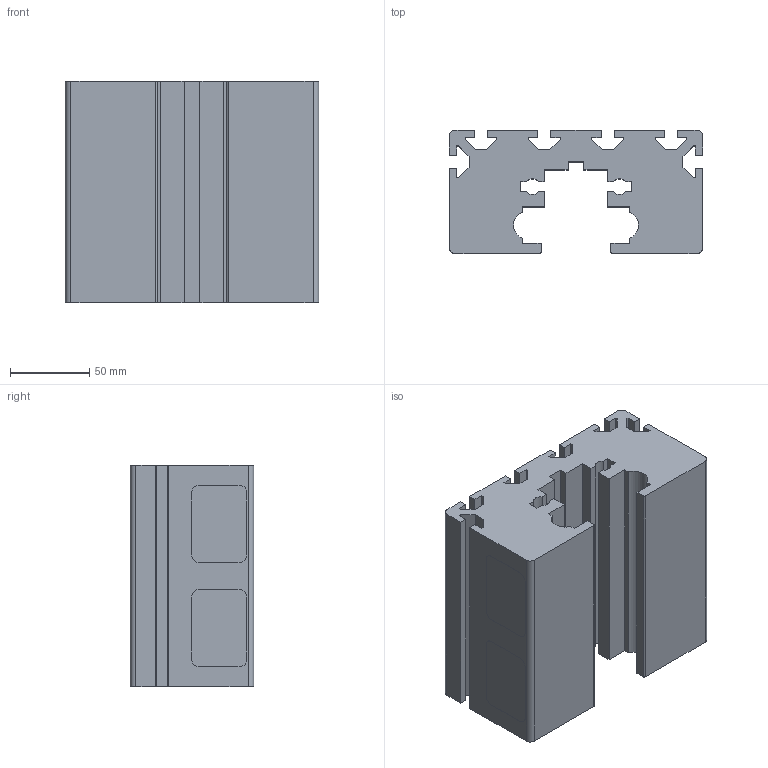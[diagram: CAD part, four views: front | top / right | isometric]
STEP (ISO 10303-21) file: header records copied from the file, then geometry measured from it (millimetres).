
FILE_DESCRIPTION((''),'2;1');
FILE_NAME('SL0073N.ipt.step','2007-09-10T15:13:08',(''),(''),'Autodesk Inventor 11','Autodesk Inventor 11','');
FILE_SCHEMA(('AUTOMOTIVE_DESIGN { 1 0 10303 214 1 1 1 1 }'));
Length unit declared in the file: millimetre
Products named in the file (1): SL0073N
Bounding box: 160.2 x 78 x 140 mm (x, y, z)
Volume: 1169035.4 mm3; surface area: 149854.5 mm2
Topology: 1 solids, 1 shells, 144 faces, 414 edges, 276 vertices
Faces by surface type: plane 92, bspline 35, cylinder 17
Entity records: 4840 total; most frequent: CARTESIAN_POINT 1094, ORIENTED_EDGE 828, DIRECTION 690, EDGE_CURVE 414, VECTOR 358, LINE 358, VERTEX_POINT 276, AXIS2_PLACEMENT_3D 166
